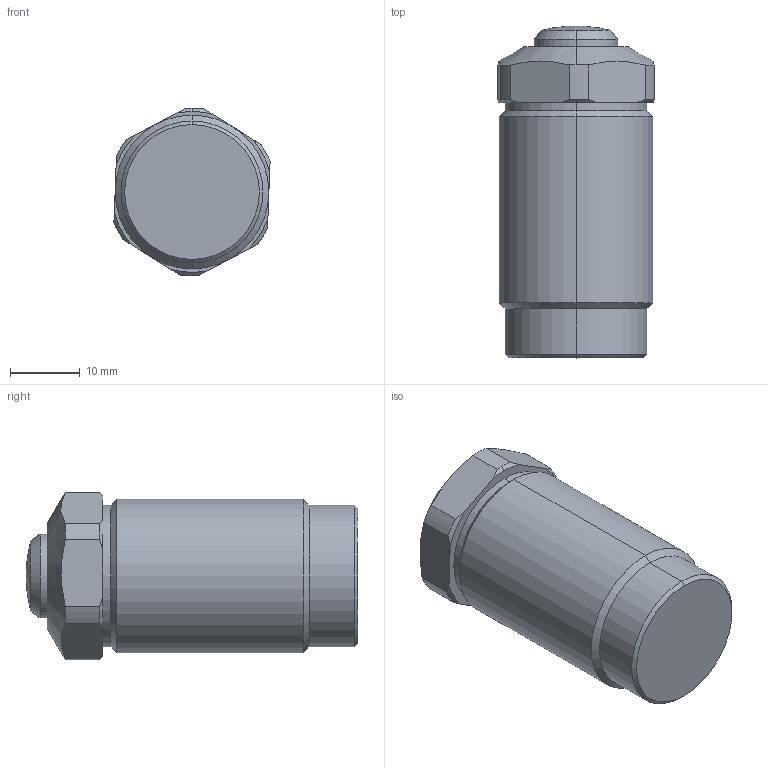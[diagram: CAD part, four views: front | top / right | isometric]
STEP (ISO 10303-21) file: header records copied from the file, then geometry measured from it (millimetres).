
FILE_DESCRIPTION (( 'STEP AP203' ), '1' );
FILE_NAME ('CMC0.3-15R.STEP', '2018-12-11T02:20:47', ( '微软用户' ), ( '微软中国' ), 'SwSTEP 2.0', 'SolidWorks 2012', '' );
FILE_SCHEMA (( 'CONFIG_CONTROL_DESIGN' ));
Length unit declared in the file: millimetre
Products named in the file (3): 0.3-15掛极; 0.3-5活塞杆球; CMC0.3-15R
Assembly tree (2 placements, depth 2):
  CMC0.3-15R
    0.3-15掛极
    0.3-5活塞杆球
Bounding box: 22.35 x 47.5 x 24 mm (x, y, z)
Volume: 17204.7 mm3; surface area: 4634 mm2
Topology: 2 solids, 2 shells, 47 faces, 111 edges, 70 vertices
Faces by surface type: cone 17, cylinder 17, plane 11, sphere 2
Entity records: 1733 total; most frequent: CARTESIAN_POINT 335, DIRECTION 250, ORIENTED_EDGE 222, EDGE_CURVE 111, AXIS2_PLACEMENT_3D 105, VERTEX_POINT 70, CIRCLE 53, EDGE_LOOP 49
